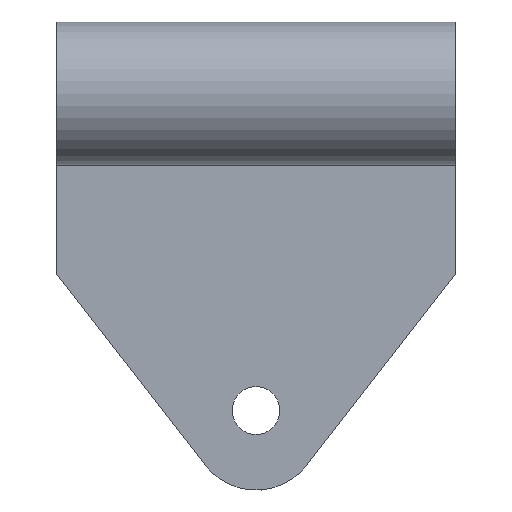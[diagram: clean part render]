
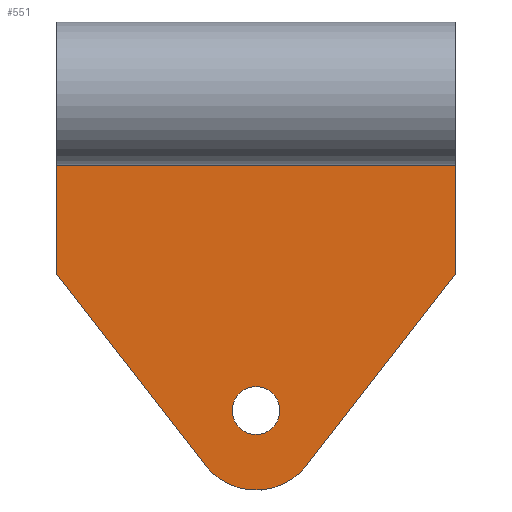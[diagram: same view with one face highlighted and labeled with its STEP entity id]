
A CAD part, front view. The second image highlights one B-rep face of the part: STEP entity #551.
In plain terms, the highlighted planar face has unit normal (0, -1, 0).
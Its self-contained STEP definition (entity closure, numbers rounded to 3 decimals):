
#15=FACE_BOUND('',#75,.T.);
#25=PLANE('',#613);
#44=FACE_OUTER_BOUND('',#74,.T.);
#74=EDGE_LOOP('',(#415,#416,#417,#418,#419,#420,#421,#422,#423,#424,#425,
#426,#427,#428,#429,#430));
#75=EDGE_LOOP('',(#431));
#98=CIRCLE('',#591,2.3);
#105=CIRCLE('',#600,2.3);
#106=CIRCLE('',#603,1.7);
#107=CIRCLE('',#605,2.3);
#108=CIRCLE('',#608,2.3);
#109=CIRCLE('',#610,1.7);
#110=CIRCLE('',#614,4.);
#111=CIRCLE('',#615,1.5);
#140=LINE('',#867,#187);
#144=LINE('',#879,#191);
#148=LINE('',#890,#195);
#149=LINE('',#893,#196);
#153=LINE('',#900,#200);
#154=LINE('',#903,#201);
#155=LINE('',#905,#202);
#156=LINE('',#909,#203);
#157=LINE('',#910,#204);
#187=VECTOR('',#688,10.);
#191=VECTOR('',#702,10.);
#195=VECTOR('',#716,10.);
#196=VECTOR('',#719,10.);
#200=VECTOR('',#723,10.);
#201=VECTOR('',#726,10.);
#202=VECTOR('',#727,10.);
#203=VECTOR('',#730,10.);
#204=VECTOR('',#731,10.);
#226=VERTEX_POINT('',#833);
#228=VERTEX_POINT('',#836);
#238=VERTEX_POINT('',#860);
#239=VERTEX_POINT('',#862);
#240=VERTEX_POINT('',#866);
#241=VERTEX_POINT('',#870);
#242=VERTEX_POINT('',#874);
#243=VERTEX_POINT('',#878);
#244=VERTEX_POINT('',#882);
#245=VERTEX_POINT('',#886);
#246=VERTEX_POINT('',#892);
#249=VERTEX_POINT('',#898);
#250=VERTEX_POINT('',#902);
#251=VERTEX_POINT('',#904);
#252=VERTEX_POINT('',#906);
#253=VERTEX_POINT('',#908);
#254=VERTEX_POINT('',#911);
#281=EDGE_CURVE('',#228,#226,#98,.T.);
#295=EDGE_CURVE('',#238,#239,#105,.T.);
#296=EDGE_CURVE('',#240,#228,#140,.T.);
#298=EDGE_CURVE('',#241,#240,#106,.T.);
#300=EDGE_CURVE('',#242,#241,#107,.T.);
#302=EDGE_CURVE('',#243,#242,#144,.T.);
#304=EDGE_CURVE('',#244,#243,#108,.T.);
#306=EDGE_CURVE('',#245,#244,#109,.T.);
#308=EDGE_CURVE('',#239,#245,#148,.T.);
#309=EDGE_CURVE('',#238,#246,#149,.T.);
#313=EDGE_CURVE('',#249,#226,#153,.T.);
#314=EDGE_CURVE('',#250,#249,#154,.T.);
#315=EDGE_CURVE('',#251,#250,#155,.T.);
#316=EDGE_CURVE('',#251,#252,#110,.T.);
#317=EDGE_CURVE('',#253,#252,#156,.T.);
#318=EDGE_CURVE('',#246,#253,#157,.T.);
#319=EDGE_CURVE('',#254,#254,#111,.T.);
#415=ORIENTED_EDGE('',*,*,#313,.F.);
#416=ORIENTED_EDGE('',*,*,#314,.F.);
#417=ORIENTED_EDGE('',*,*,#315,.F.);
#418=ORIENTED_EDGE('',*,*,#316,.T.);
#419=ORIENTED_EDGE('',*,*,#317,.F.);
#420=ORIENTED_EDGE('',*,*,#318,.F.);
#421=ORIENTED_EDGE('',*,*,#309,.F.);
#422=ORIENTED_EDGE('',*,*,#295,.T.);
#423=ORIENTED_EDGE('',*,*,#308,.T.);
#424=ORIENTED_EDGE('',*,*,#306,.T.);
#425=ORIENTED_EDGE('',*,*,#304,.T.);
#426=ORIENTED_EDGE('',*,*,#302,.T.);
#427=ORIENTED_EDGE('',*,*,#300,.T.);
#428=ORIENTED_EDGE('',*,*,#298,.T.);
#429=ORIENTED_EDGE('',*,*,#296,.T.);
#430=ORIENTED_EDGE('',*,*,#281,.T.);
#431=ORIENTED_EDGE('',*,*,#319,.T.);
#551=ADVANCED_FACE('',(#44,#15),#25,.T.);
#591=AXIS2_PLACEMENT_3D('',#837,#659,#660);
#600=AXIS2_PLACEMENT_3D('',#864,#684,#685);
#603=AXIS2_PLACEMENT_3D('',#871,#692,#693);
#605=AXIS2_PLACEMENT_3D('',#875,#697,#698);
#608=AXIS2_PLACEMENT_3D('',#883,#706,#707);
#610=AXIS2_PLACEMENT_3D('',#887,#711,#712);
#613=AXIS2_PLACEMENT_3D('',#901,#724,#725);
#614=AXIS2_PLACEMENT_3D('',#907,#728,#729);
#615=AXIS2_PLACEMENT_3D('',#912,#732,#733);
#659=DIRECTION('center_axis',(0.,-1.,0.));
#660=DIRECTION('ref_axis',(0.,0.,1.));
#684=DIRECTION('center_axis',(0.,-1.,0.));
#685=DIRECTION('ref_axis',(0.966,0.,0.259));
#688=DIRECTION('',(-1.,0.,0.));
#692=DIRECTION('center_axis',(0.,1.,0.));
#693=DIRECTION('ref_axis',(0.,0.,1.));
#697=DIRECTION('center_axis',(0.,-1.,0.));
#698=DIRECTION('ref_axis',(0.,0.,1.));
#702=DIRECTION('',(-1.,0.,0.));
#706=DIRECTION('center_axis',(0.,-1.,0.));
#707=DIRECTION('ref_axis',(0.968,0.,0.25));
#711=DIRECTION('center_axis',(0.,1.,0.));
#712=DIRECTION('ref_axis',(0.968,0.,0.25));
#716=DIRECTION('',(-1.,0.,0.));
#719=DIRECTION('',(1.,0.,0.));
#723=DIRECTION('',(1.,0.,0.));
#724=DIRECTION('center_axis',(0.,-1.,0.));
#725=DIRECTION('ref_axis',(1.,0.,0.));
#726=DIRECTION('',(0.,0.,1.));
#727=DIRECTION('',(-0.614,0.,0.789));
#728=DIRECTION('center_axis',(0.,-1.,0.));
#729=DIRECTION('ref_axis',(-0.789,0.,-0.614));
#730=DIRECTION('',(-0.614,0.,-0.789));
#731=DIRECTION('',(0.,0.,-1.));
#732=DIRECTION('center_axis',(0.,1.,0.));
#733=DIRECTION('ref_axis',(-1.,0.,0.));
#833=CARTESIAN_POINT('',(-11.789,3.,37.05));
#836=CARTESIAN_POINT('',(-10.653,3.,37.35));
#837=CARTESIAN_POINT('Origin',(-10.653,3.,35.05));
#860=CARTESIAN_POINT('',(11.789,3.,37.05));
#862=CARTESIAN_POINT('',(10.653,3.,37.35));
#864=CARTESIAN_POINT('Origin',(10.653,3.,35.05));
#866=CARTESIAN_POINT('',(-9.,3.,37.35));
#867=CARTESIAN_POINT('',(-9.,3.,37.35));
#870=CARTESIAN_POINT('',(-7.354,3.,38.625));
#871=CARTESIAN_POINT('Origin',(-9.,3.,39.05));
#874=CARTESIAN_POINT('',(-5.127,3.,40.35));
#875=CARTESIAN_POINT('Origin',(-5.127,3.,38.05));
#878=CARTESIAN_POINT('',(5.,3.,40.35));
#879=CARTESIAN_POINT('',(5.,3.,40.35));
#882=CARTESIAN_POINT('',(7.227,3.,38.625));
#883=CARTESIAN_POINT('Origin',(5.,3.,38.05));
#886=CARTESIAN_POINT('',(8.873,3.,37.35));
#887=CARTESIAN_POINT('Origin',(8.873,3.,39.05));
#890=CARTESIAN_POINT('',(10.653,3.,37.35));
#892=CARTESIAN_POINT('',(12.5,3.,37.05));
#893=CARTESIAN_POINT('',(0.,3.,37.05));
#898=CARTESIAN_POINT('',(-12.5,3.,37.05));
#900=CARTESIAN_POINT('',(0.,3.,37.05));
#901=CARTESIAN_POINT('Origin',(-12.5,3.,30.15));
#902=CARTESIAN_POINT('',(-12.5,3.,30.214));
#903=CARTESIAN_POINT('',(-12.5,3.,30.15));
#904=CARTESIAN_POINT('',(-3.157,3.,18.202));
#905=CARTESIAN_POINT('',(-3.157,3.,18.202));
#906=CARTESIAN_POINT('',(3.157,3.,18.202));
#907=CARTESIAN_POINT('Origin',(0.,3.,20.657));
#908=CARTESIAN_POINT('',(12.5,3.,30.214));
#909=CARTESIAN_POINT('',(11.037,3.,28.332));
#910=CARTESIAN_POINT('',(12.5,3.,44.05));
#911=CARTESIAN_POINT('',(1.5,3.,21.657));
#912=CARTESIAN_POINT('Origin',(0.,3.,21.657));
